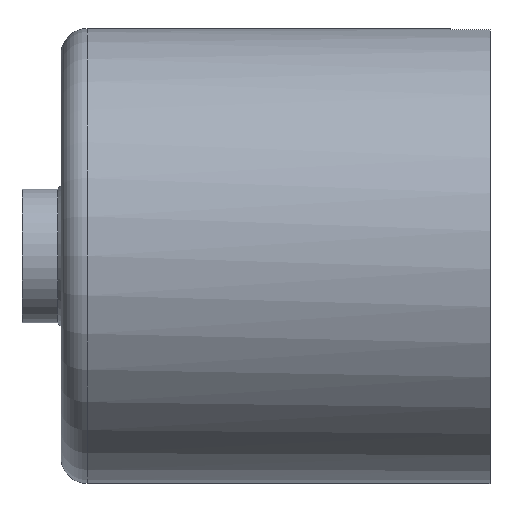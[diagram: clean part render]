
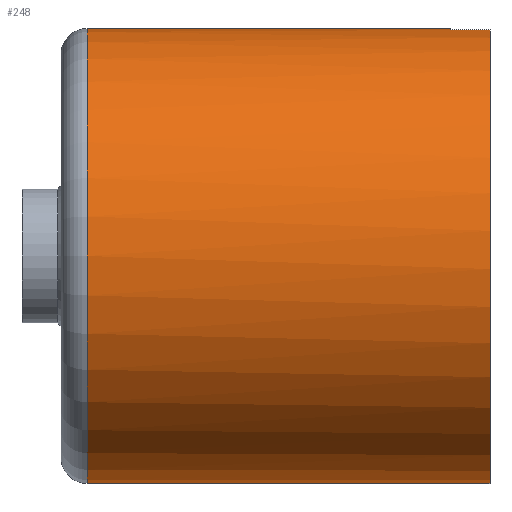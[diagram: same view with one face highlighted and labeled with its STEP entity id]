
A CAD part, left-side view. The second image highlights one B-rep face of the part: STEP entity #248.
In plain terms, the highlighted cylindrical face has radius 17.5 mm (diameter 35 mm), a partial arc.
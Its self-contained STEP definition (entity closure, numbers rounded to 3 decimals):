
#32 = ORIENTED_EDGE ( 'NONE', *, *, #1426, .F. ) ;
#44 = CIRCLE ( 'NONE', #1153, 17.5 ) ;
#97 = DIRECTION ( 'NONE',  ( 0., -1., 0. ) ) ;
#102 = VERTEX_POINT ( 'NONE', #1086 ) ;
#116 = CYLINDRICAL_SURFACE ( 'NONE', #1095, 17.5 ) ;
#125 = DIRECTION ( 'NONE',  ( 0., -1., 0. ) ) ;
#136 = ORIENTED_EDGE ( 'NONE', *, *, #273, .T. ) ;
#232 = DIRECTION ( 'NONE',  ( 0., -1., 0. ) ) ;
#246 = AXIS2_PLACEMENT_3D ( 'NONE', #1295, #232, #1047 ) ;
#248 = ADVANCED_FACE ( 'NONE', ( #1403 ), #116, .T. ) ;
#273 = EDGE_CURVE ( 'NONE', #1440, #844, #1221, .T. ) ;
#276 = EDGE_LOOP ( 'NONE', ( #32, #997, #136, #1299, #1229, #668 ) ) ;
#333 = EDGE_CURVE ( 'NONE', #844, #102, #1493, .T. ) ;
#351 = CARTESIAN_POINT ( 'NONE',  ( 0., 0., -17.5 ) ) ;
#377 = CARTESIAN_POINT ( 'NONE',  ( 0., 3., 17.5 ) ) ;
#383 = EDGE_CURVE ( 'NONE', #1293, #1440, #935, .T. ) ;
#429 = EDGE_CURVE ( 'NONE', #1090, #102, #1125, .T. ) ;
#446 = CARTESIAN_POINT ( 'NONE',  ( 0., 33., -17.5 ) ) ;
#460 = DIRECTION ( 'NONE',  ( 0., 0., 1. ) ) ;
#491 = AXIS2_PLACEMENT_3D ( 'NONE', #932, #1283, #1399 ) ;
#609 = VECTOR ( 'NONE', #125, 1000. ) ;
#668 = ORIENTED_EDGE ( 'NONE', *, *, #1303, .F. ) ;
#742 = LINE ( 'NONE', #945, #816 ) ;
#797 = DIRECTION ( 'NONE',  ( 0., 0., -1. ) ) ;
#816 = VECTOR ( 'NONE', #942, 1000. ) ;
#844 = VERTEX_POINT ( 'NONE', #351 ) ;
#914 = VECTOR ( 'NONE', #1022, 1000. ) ;
#932 = CARTESIAN_POINT ( 'NONE',  ( 0., 0., 0. ) ) ;
#935 = CIRCLE ( 'NONE', #246, 17.5 ) ;
#942 = DIRECTION ( 'NONE',  ( 0., -1., 0. ) ) ;
#945 = CARTESIAN_POINT ( 'NONE',  ( 0., 33., 17.5 ) ) ;
#997 = ORIENTED_EDGE ( 'NONE', *, *, #383, .T. ) ;
#1022 = DIRECTION ( 'NONE',  ( 0., -1., 0. ) ) ;
#1047 = DIRECTION ( 'NONE',  ( 0., 0., 1. ) ) ;
#1086 = CARTESIAN_POINT ( 'NONE',  ( -2., 0., 17.385 ) ) ;
#1090 = VERTEX_POINT ( 'NONE', #1476 ) ;
#1095 = AXIS2_PLACEMENT_3D ( 'NONE', #1103, #97, #797 ) ;
#1103 = CARTESIAN_POINT ( 'NONE',  ( 0., 33., 0. ) ) ;
#1125 = LINE ( 'NONE', #1416, #609 ) ;
#1153 = AXIS2_PLACEMENT_3D ( 'NONE', #1496, #1154, #460 ) ;
#1154 = DIRECTION ( 'NONE',  ( 0., -1., 0. ) ) ;
#1221 = LINE ( 'NONE', #446, #914 ) ;
#1229 = ORIENTED_EDGE ( 'NONE', *, *, #429, .F. ) ;
#1283 = DIRECTION ( 'NONE',  ( 0., 1., 0. ) ) ;
#1293 = VERTEX_POINT ( 'NONE', #1389 ) ;
#1295 = CARTESIAN_POINT ( 'NONE',  ( 0., 31., 0. ) ) ;
#1299 = ORIENTED_EDGE ( 'NONE', *, *, #333, .T. ) ;
#1303 = EDGE_CURVE ( 'NONE', #1516, #1090, #44, .T. ) ;
#1389 = CARTESIAN_POINT ( 'NONE',  ( 0., 31., 17.5 ) ) ;
#1399 = DIRECTION ( 'NONE',  ( 0., 0., 1. ) ) ;
#1403 = FACE_OUTER_BOUND ( 'NONE', #276, .T. ) ;
#1416 = CARTESIAN_POINT ( 'NONE',  ( -2., 33., 17.385 ) ) ;
#1426 = EDGE_CURVE ( 'NONE', #1293, #1516, #742, .T. ) ;
#1440 = VERTEX_POINT ( 'NONE', #1512 ) ;
#1476 = CARTESIAN_POINT ( 'NONE',  ( -2., 3., 17.385 ) ) ;
#1493 = CIRCLE ( 'NONE', #491, 17.5 ) ;
#1496 = CARTESIAN_POINT ( 'NONE',  ( 0., 3., 0. ) ) ;
#1512 = CARTESIAN_POINT ( 'NONE',  ( 0., 31., -17.5 ) ) ;
#1516 = VERTEX_POINT ( 'NONE', #377 ) ;
